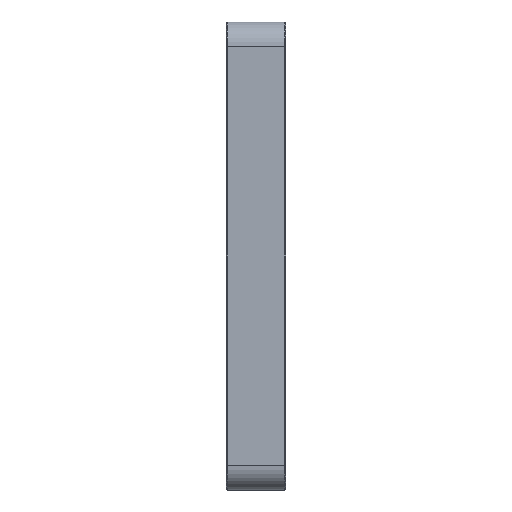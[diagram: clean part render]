
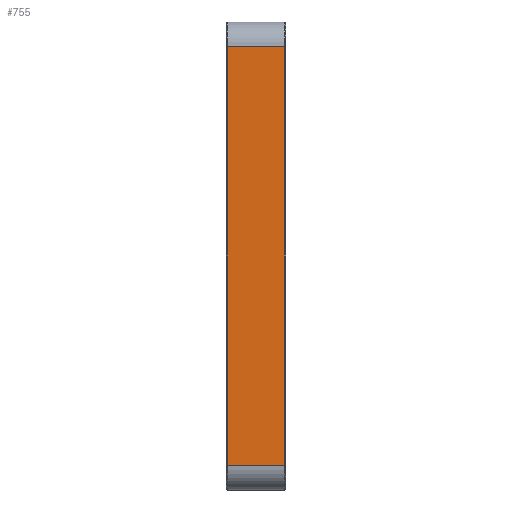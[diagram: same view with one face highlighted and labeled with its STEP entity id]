
A CAD part, left-side view. The second image highlights one B-rep face of the part: STEP entity #755.
In plain terms, the highlighted planar face has unit normal (-1, 0, 0).
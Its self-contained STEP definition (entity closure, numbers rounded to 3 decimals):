
#235 = AXIS2_PLACEMENT_3D ( 'NONE', #4813, #513, #2864 ) ;
#394 = DIRECTION ( 'NONE',  ( 0., 0., -1. ) ) ;
#395 = VERTEX_POINT ( 'NONE', #3388 ) ;
#438 = CARTESIAN_POINT ( 'NONE',  ( -105., 0.2, -41.5 ) ) ;
#448 = VECTOR ( 'NONE', #908, 1000. ) ;
#513 = DIRECTION ( 'NONE',  ( 1., 0., 0. ) ) ;
#569 = EDGE_CURVE ( 'NONE', #4674, #3436, #2116, .T. ) ;
#611 = ORIENTED_EDGE ( 'NONE', *, *, #1042, .T. ) ;
#707 = EDGE_CURVE ( 'NONE', #395, #4183, #1747, .T. ) ;
#754 = EDGE_LOOP ( 'NONE', ( #3504, #3309, #2309, #611 ) ) ;
#755 = ADVANCED_FACE ( 'NONE', ( #3448 ), #4856, .F. ) ;
#908 = DIRECTION ( 'NONE',  ( 0., -1., 0. ) ) ;
#1042 = EDGE_CURVE ( 'NONE', #395, #4674, #2765, .T. ) ;
#1209 = DIRECTION ( 'NONE',  ( 0., -1., 0. ) ) ;
#1312 = DIRECTION ( 'NONE',  ( 0., 0., 1. ) ) ;
#1747 = LINE ( 'NONE', #2512, #448 ) ;
#2116 = LINE ( 'NONE', #3185, #3709 ) ;
#2309 = ORIENTED_EDGE ( 'NONE', *, *, #707, .F. ) ;
#2328 = VECTOR ( 'NONE', #1312, 1000. ) ;
#2463 = VECTOR ( 'NONE', #394, 1000. ) ;
#2512 = CARTESIAN_POINT ( 'NONE',  ( -105., 12., 43. ) ) ;
#2765 = LINE ( 'NONE', #4364, #2463 ) ;
#2864 = DIRECTION ( 'NONE',  ( 0., 0., -1. ) ) ;
#2957 = EDGE_CURVE ( 'NONE', #3436, #4183, #3601, .T. ) ;
#3185 = CARTESIAN_POINT ( 'NONE',  ( -105., 0., -41.5 ) ) ;
#3309 = ORIENTED_EDGE ( 'NONE', *, *, #2957, .T. ) ;
#3388 = CARTESIAN_POINT ( 'NONE',  ( -105., 11.8, 43. ) ) ;
#3436 = VERTEX_POINT ( 'NONE', #438 ) ;
#3448 = FACE_OUTER_BOUND ( 'NONE', #754, .T. ) ;
#3504 = ORIENTED_EDGE ( 'NONE', *, *, #569, .T. ) ;
#3601 = LINE ( 'NONE', #3649, #2328 ) ;
#3649 = CARTESIAN_POINT ( 'NONE',  ( -105., 0.2, -48. ) ) ;
#3709 = VECTOR ( 'NONE', #1209, 1000. ) ;
#4033 = CARTESIAN_POINT ( 'NONE',  ( -105., 11.8, -41.5 ) ) ;
#4064 = CARTESIAN_POINT ( 'NONE',  ( -105., 0.2, 43. ) ) ;
#4183 = VERTEX_POINT ( 'NONE', #4064 ) ;
#4364 = CARTESIAN_POINT ( 'NONE',  ( -105., 11.8, -41.5 ) ) ;
#4674 = VERTEX_POINT ( 'NONE', #4033 ) ;
#4813 = CARTESIAN_POINT ( 'NONE',  ( -105., 12., -48. ) ) ;
#4856 = PLANE ( 'NONE',  #235 ) ;
